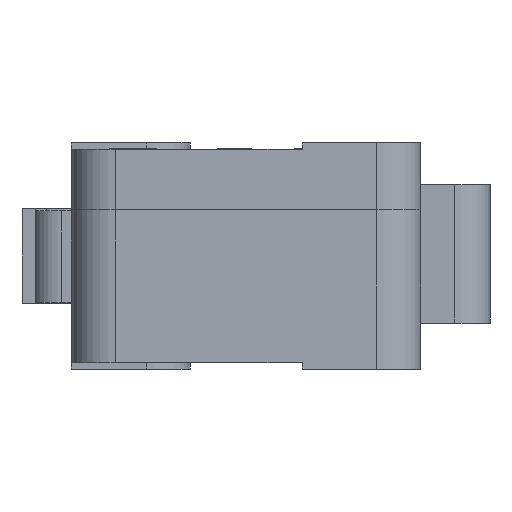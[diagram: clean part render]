
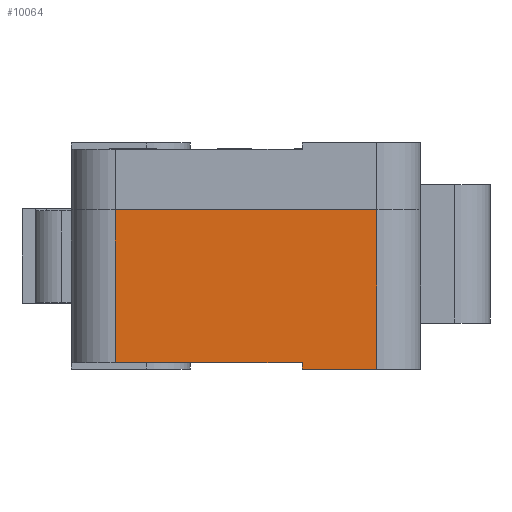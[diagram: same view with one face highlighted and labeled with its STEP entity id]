
A CAD part, left-side view. The second image highlights one B-rep face of the part: STEP entity #10064.
In plain terms, the highlighted planar face has unit normal (-1, 0, 0).
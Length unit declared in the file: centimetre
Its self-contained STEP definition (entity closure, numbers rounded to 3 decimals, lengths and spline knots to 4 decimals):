
#1048=FACE_OUTER_BOUND('',#1631,.T.);
#1631=EDGE_LOOP('',(#9152,#9153,#9154,#9155,#9156,#9157));
#2471=LINE('',#16437,#3566);
#2776=LINE('',#18258,#3871);
#2780=LINE('',#18268,#3875);
#2785=LINE('',#18281,#3880);
#2788=LINE('',#18287,#3883);
#2801=LINE('',#18319,#3896);
#3566=VECTOR('',#11819,1.);
#3871=VECTOR('',#12496,1.);
#3875=VECTOR('',#12504,1.);
#3880=VECTOR('',#12521,1.);
#3883=VECTOR('',#12530,1.);
#3896=VECTOR('',#12571,1.);
#4647=VERTEX_POINT('',#16424);
#4651=VERTEX_POINT('',#16436);
#4836=VERTEX_POINT('',#18254);
#4837=VERTEX_POINT('',#18256);
#4841=VERTEX_POINT('',#18267);
#4843=VERTEX_POINT('',#18279);
#5860=EDGE_CURVE('',#4651,#4647,#2471,.T.);
#6259=EDGE_CURVE('',#4836,#4837,#2776,.T.);
#6264=EDGE_CURVE('',#4841,#4836,#2780,.T.);
#6271=EDGE_CURVE('',#4843,#4837,#2785,.T.);
#6274=EDGE_CURVE('',#4841,#4647,#2788,.T.);
#6289=EDGE_CURVE('',#4843,#4651,#2801,.T.);
#9152=ORIENTED_EDGE('',*,*,#5860,.T.);
#9153=ORIENTED_EDGE('',*,*,#6274,.F.);
#9154=ORIENTED_EDGE('',*,*,#6264,.T.);
#9155=ORIENTED_EDGE('',*,*,#6259,.T.);
#9156=ORIENTED_EDGE('',*,*,#6271,.F.);
#9157=ORIENTED_EDGE('',*,*,#6289,.T.);
#9532=PLANE('',#10545);
#10064=ADVANCED_FACE('',(#1048),#9532,.T.);
#10545=AXIS2_PLACEMENT_3D('',#18318,#12569,#12570);
#11819=DIRECTION('',(0.,1.,0.));
#12496=DIRECTION('',(0.,0.,-1.));
#12504=DIRECTION('',(0.,-1.,0.));
#12521=DIRECTION('',(0.,1.,0.));
#12530=DIRECTION('',(0.,0.,1.));
#12569=DIRECTION('center_axis',(-1.,0.,0.));
#12570=DIRECTION('ref_axis',(0.,0.,1.));
#12571=DIRECTION('',(0.,0.,1.));
#16424=CARTESIAN_POINT('',(-2.89,0.6425,0.725));
#16436=CARTESIAN_POINT('',(-2.89,-0.5475,0.725));
#16437=CARTESIAN_POINT('',(-2.89,0.1476,0.725));
#18254=CARTESIAN_POINT('',(-2.89,-0.2075,0.03));
#18256=CARTESIAN_POINT('',(-2.89,-0.2075,0.));
#18258=CARTESIAN_POINT('',(-2.89,-0.2075,0.));
#18267=CARTESIAN_POINT('',(-2.89,0.6425,0.03));
#18268=CARTESIAN_POINT('',(-2.89,-0.2457,0.03));
#18279=CARTESIAN_POINT('',(-2.89,-0.5475,0.));
#18281=CARTESIAN_POINT('',(-2.89,-0.5475,0.));
#18287=CARTESIAN_POINT('',(-2.89,0.6425,0.));
#18318=CARTESIAN_POINT('Origin',(-2.89,-0.5475,0.));
#18319=CARTESIAN_POINT('',(-2.89,-0.5475,0.));
